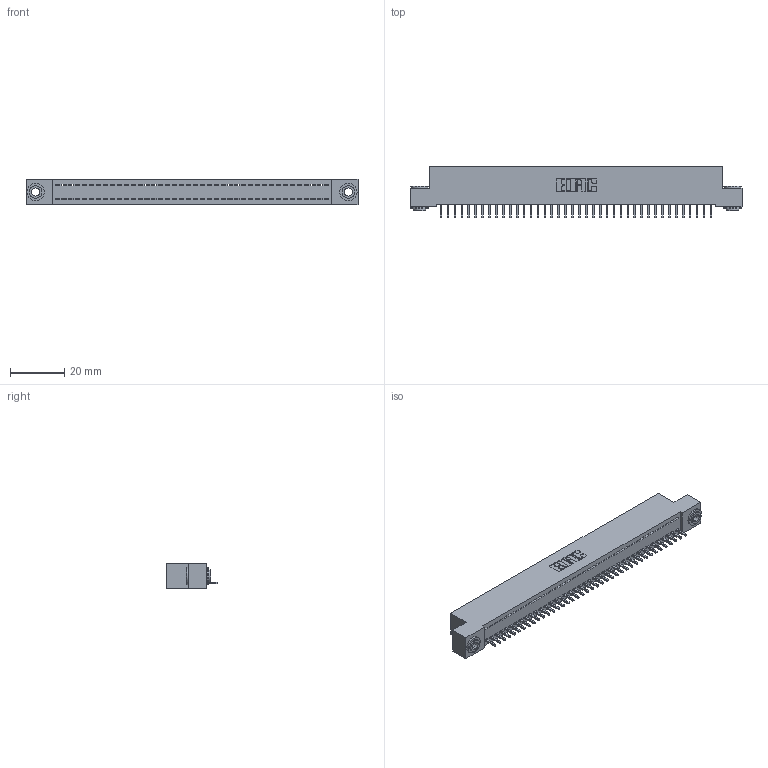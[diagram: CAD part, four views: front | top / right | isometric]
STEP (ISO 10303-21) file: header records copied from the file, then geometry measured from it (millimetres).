
FILE_DESCRIPTION (( 'STEP AP203' ), '1' );
FILE_NAME ('392-040-521-103.STEP', '2019-10-07T19:43:18', ( '' ), ( '' ), 'SwSTEP 2.0', 'SolidWorks 2016', '' );
FILE_SCHEMA (( 'CONFIG_CONTROL_DESIGN' ));
Length unit declared in the file: inch
Products named in the file (4): 342 Part_.156 TH; 345-292-001_345-293-121; 342-250-002_345-250-002-102; 392-040-521-103
Assembly tree (43 placements, depth 2):
  392-040-521-103
    342 Part_.156 TH
    345-292-001_345-293-121  x40
    342-250-002_345-250-002-102  x2
Bounding box: 121.92 x 19.06 x 9.4 mm (x, y, z)
Volume: 10591.6 mm3; surface area: 15305.3 mm2
Topology: 43 solids, 43 shells, 2468 faces, 7415 edges, 4886 vertices
Faces by surface type: plane 1756, cylinder 704, cone 8
Entity records: 25248 total; most frequent: CARTESIAN_POINT 4333, ORIENTED_EDGE 4302, DIRECTION 3693, EDGE_CURVE 2151, VECTOR 1999, LINE 1999, VERTEX_POINT 1430, AXIS2_PLACEMENT_3D 847
